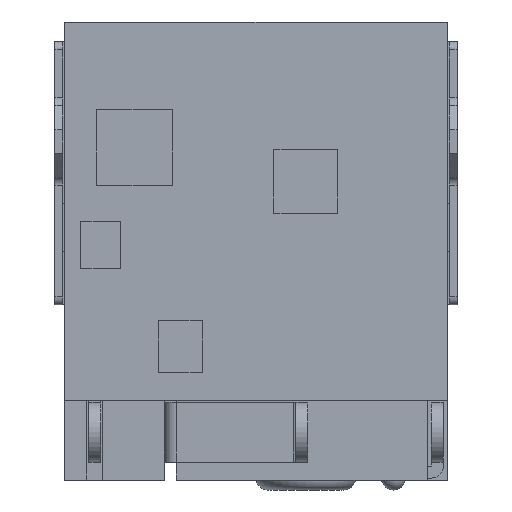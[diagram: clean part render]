
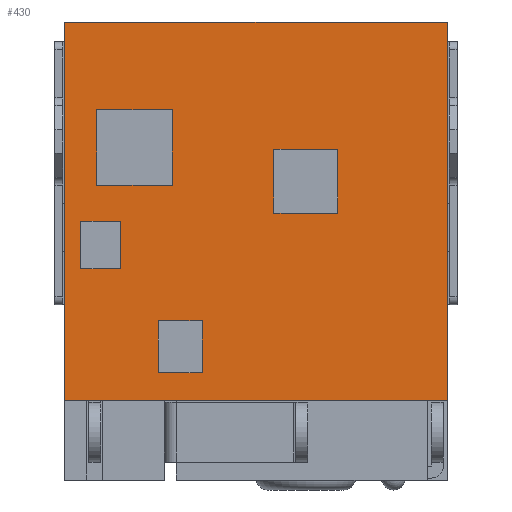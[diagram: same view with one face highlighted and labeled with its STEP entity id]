
A CAD part, front view. The second image highlights one B-rep face of the part: STEP entity #430.
In plain terms, the highlighted planar face has unit normal (0, -1, 0).
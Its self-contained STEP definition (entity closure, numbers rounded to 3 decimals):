
#430=ADVANCED_FACE('NONE',(#921,#922,#923,#924,#925),#926,.T.);
#921=FACE_OUTER_BOUND('',#1500,.T.);
#922=FACE_BOUND('',#1501,.T.);
#923=FACE_BOUND('',#1502,.T.);
#924=FACE_BOUND('',#1503,.T.);
#925=FACE_BOUND('',#1504,.T.);
#926=PLANE('',#1505);
#1500=EDGE_LOOP('',(#2642,#2643,#2644,#2645));
#1501=EDGE_LOOP('',(#2646,#2647,#2648,#2649));
#1502=EDGE_LOOP('',(#2650,#2651,#2652,#2653));
#1503=EDGE_LOOP('',(#2654,#2655,#2656,#2657));
#1504=EDGE_LOOP('',(#2658,#2659,#2660,#2661));
#1505=AXIS2_PLACEMENT_3D('',#2662,#2663,#2664);
#2642=ORIENTED_EDGE('',*,*,#3748,.F.);
#2643=ORIENTED_EDGE('',*,*,#3755,.T.);
#2644=ORIENTED_EDGE('',*,*,#3809,.F.);
#2645=ORIENTED_EDGE('',*,*,#3766,.F.);
#2646=ORIENTED_EDGE('',*,*,#3810,.F.);
#2647=ORIENTED_EDGE('',*,*,#3811,.F.);
#2648=ORIENTED_EDGE('',*,*,#3812,.F.);
#2649=ORIENTED_EDGE('',*,*,#3813,.F.);
#2650=ORIENTED_EDGE('',*,*,#3814,.F.);
#2651=ORIENTED_EDGE('',*,*,#3815,.F.);
#2652=ORIENTED_EDGE('',*,*,#3816,.F.);
#2653=ORIENTED_EDGE('',*,*,#3817,.F.);
#2654=ORIENTED_EDGE('',*,*,#3818,.F.);
#2655=ORIENTED_EDGE('',*,*,#3819,.F.);
#2656=ORIENTED_EDGE('',*,*,#3820,.F.);
#2657=ORIENTED_EDGE('',*,*,#3821,.F.);
#2658=ORIENTED_EDGE('',*,*,#3822,.F.);
#2659=ORIENTED_EDGE('',*,*,#3823,.F.);
#2660=ORIENTED_EDGE('',*,*,#3824,.F.);
#2661=ORIENTED_EDGE('',*,*,#3825,.F.);
#2662=CARTESIAN_POINT('',(-4.8,0.0,-11.5));
#2663=DIRECTION('',(0.0,-1.0,0.0));
#2664=DIRECTION('',(0.0,0.0,-1.0));
#3748=EDGE_CURVE('NONE',#4568,#4570,#4571,.T.);
#3755=EDGE_CURVE('NONE',#4568,#4580,#4582,.T.);
#3766=EDGE_CURVE('NONE',#4570,#4602,#4603,.T.);
#3809=EDGE_CURVE('NONE',#4602,#4580,#4673,.T.);
#3810=EDGE_CURVE('NONE',#4674,#4675,#4676,.T.);
#3811=EDGE_CURVE('NONE',#4677,#4674,#4678,.T.);
#3812=EDGE_CURVE('NONE',#4679,#4677,#4680,.T.);
#3813=EDGE_CURVE('NONE',#4675,#4679,#4681,.T.);
#3814=EDGE_CURVE('NONE',#4682,#4683,#4684,.T.);
#3815=EDGE_CURVE('NONE',#4685,#4682,#4686,.T.);
#3816=EDGE_CURVE('NONE',#4687,#4685,#4688,.T.);
#3817=EDGE_CURVE('NONE',#4683,#4687,#4689,.T.);
#3818=EDGE_CURVE('NONE',#4690,#4691,#4692,.T.);
#3819=EDGE_CURVE('NONE',#4693,#4690,#4694,.T.);
#3820=EDGE_CURVE('NONE',#4695,#4693,#4696,.T.);
#3821=EDGE_CURVE('NONE',#4691,#4695,#4697,.T.);
#3822=EDGE_CURVE('NONE',#4698,#4699,#4700,.T.);
#3823=EDGE_CURVE('NONE',#4701,#4698,#4702,.T.);
#3824=EDGE_CURVE('NONE',#4703,#4701,#4704,.T.);
#3825=EDGE_CURVE('NONE',#4699,#4703,#4705,.T.);
#4568=VERTEX_POINT('NONE',#5712);
#4570=VERTEX_POINT('NONE',#5715);
#4571=LINE('',#5716,#5717);
#4580=VERTEX_POINT('NONE',#5730);
#4582=LINE('',#5733,#5734);
#4602=VERTEX_POINT('NONE',#5763);
#4603=LINE('',#5764,#5765);
#4673=LINE('',#5869,#5870);
#4674=VERTEX_POINT('NONE',#5871);
#4675=VERTEX_POINT('NONE',#5872);
#4676=LINE('',#5873,#5874);
#4677=VERTEX_POINT('NONE',#5875);
#4678=LINE('',#5876,#5877);
#4679=VERTEX_POINT('NONE',#5878);
#4680=LINE('',#5879,#5880);
#4681=LINE('',#5881,#5882);
#4682=VERTEX_POINT('NONE',#5883);
#4683=VERTEX_POINT('NONE',#5884);
#4684=LINE('',#5885,#5886);
#4685=VERTEX_POINT('NONE',#5887);
#4686=LINE('',#5888,#5889);
#4687=VERTEX_POINT('NONE',#5890);
#4688=LINE('',#5891,#5892);
#4689=LINE('',#5893,#5894);
#4690=VERTEX_POINT('NONE',#5895);
#4691=VERTEX_POINT('NONE',#5896);
#4692=LINE('',#5897,#5898);
#4693=VERTEX_POINT('NONE',#5899);
#4694=LINE('',#5900,#5901);
#4695=VERTEX_POINT('NONE',#5902);
#4696=LINE('',#5903,#5904);
#4697=LINE('',#5905,#5906);
#4698=VERTEX_POINT('NONE',#5907);
#4699=VERTEX_POINT('NONE',#5908);
#4700=LINE('',#5909,#5910);
#4701=VERTEX_POINT('NONE',#5911);
#4702=LINE('',#5912,#5913);
#4703=VERTEX_POINT('NONE',#5914);
#4704=LINE('',#5915,#5916);
#4705=LINE('',#5917,#5918);
#5712=CARTESIAN_POINT('',(4.8,0.0,-9.5));
#5715=CARTESIAN_POINT('',(-4.8,-0.0,-9.5));
#5716=CARTESIAN_POINT('',(-4.8,-0.0,-9.5));
#5717=VECTOR('',#6777,1000.0);
#5730=CARTESIAN_POINT('',(4.8,0.0,0.0));
#5733=CARTESIAN_POINT('',(4.8,0.0,-11.5));
#5734=VECTOR('',#6783,1000.0);
#5763=CARTESIAN_POINT('',(-4.8,0.0,0.0));
#5764=CARTESIAN_POINT('',(-4.8,0.0,-11.5));
#5765=VECTOR('',#6793,1000.0);
#5869=CARTESIAN_POINT('',(-4.8,0.0,0.0));
#5870=VECTOR('',#6828,1000.0);
#5871=CARTESIAN_POINT('',(-2.1,-0.0,-4.1));
#5872=CARTESIAN_POINT('',(-2.1,0.0,-2.2));
#5873=CARTESIAN_POINT('',(-2.1,-0.0,-2.2));
#5874=VECTOR('',#6829,1000.0);
#5875=CARTESIAN_POINT('',(-4.0,-0.0,-4.1));
#5876=CARTESIAN_POINT('',(-2.1,-0.0,-4.1));
#5877=VECTOR('',#6830,1000.0);
#5878=CARTESIAN_POINT('',(-4.0,-0.0,-2.2));
#5879=CARTESIAN_POINT('',(-4.0,0.0,-2.2));
#5880=VECTOR('',#6831,1000.0);
#5881=CARTESIAN_POINT('',(-2.1,0.0,-2.2));
#5882=VECTOR('',#6832,1000.0);
#5883=CARTESIAN_POINT('',(-3.4,-0.0,-6.2));
#5884=CARTESIAN_POINT('',(-3.4,0.0,-5.0));
#5885=CARTESIAN_POINT('',(-3.4,-0.0,-5.0));
#5886=VECTOR('',#6833,1000.0);
#5887=CARTESIAN_POINT('',(-4.4,-0.0,-6.2));
#5888=CARTESIAN_POINT('',(-3.4,-0.0,-6.2));
#5889=VECTOR('',#6834,1000.0);
#5890=CARTESIAN_POINT('',(-4.4,-0.0,-5.0));
#5891=CARTESIAN_POINT('',(-4.4,0.0,-5.0));
#5892=VECTOR('',#6835,1000.0);
#5893=CARTESIAN_POINT('',(-3.4,0.0,-5.0));
#5894=VECTOR('',#6836,1000.0);
#5895=CARTESIAN_POINT('',(-2.45,-0.0,-7.5));
#5896=CARTESIAN_POINT('',(-2.45,0.0,-8.8));
#5897=CARTESIAN_POINT('',(-2.45,0.0,-7.5));
#5898=VECTOR('',#6837,1000.0);
#5899=CARTESIAN_POINT('',(-1.35,-0.0,-7.5));
#5900=CARTESIAN_POINT('',(-2.45,-0.0,-7.5));
#5901=VECTOR('',#6838,1000.0);
#5902=CARTESIAN_POINT('',(-1.35,-0.0,-8.8));
#5903=CARTESIAN_POINT('',(-1.35,-0.0,-7.5));
#5904=VECTOR('',#6839,1000.0);
#5905=CARTESIAN_POINT('',(-2.45,0.0,-8.8));
#5906=VECTOR('',#6840,1000.0);
#5907=CARTESIAN_POINT('',(0.45,0.0,-4.8));
#5908=CARTESIAN_POINT('',(2.05,0.0,-4.8));
#5909=CARTESIAN_POINT('',(0.45,0.0,-4.8));
#5910=VECTOR('',#6841,1000.0);
#5911=CARTESIAN_POINT('',(0.45,0.0,-3.2));
#5912=CARTESIAN_POINT('',(0.45,0.0,-3.2));
#5913=VECTOR('',#6842,1000.0);
#5914=CARTESIAN_POINT('',(2.05,0.0,-3.2));
#5915=CARTESIAN_POINT('',(0.45,0.0,-3.2));
#5916=VECTOR('',#6843,1000.0);
#5917=CARTESIAN_POINT('',(2.05,0.0,-3.2));
#5918=VECTOR('',#6844,1000.0);
#6777=DIRECTION('',(-1.0,-0.0,-0.0));
#6783=DIRECTION('',(0.0,0.0,1.0));
#6793=DIRECTION('',(0.0,0.0,1.0));
#6828=DIRECTION('',(1.0,0.0,0.0));
#6829=DIRECTION('',(0.,-0.0,1.0));
#6830=DIRECTION('',(1.0,-0.0,0.));
#6831=DIRECTION('',(0.0,0.0,-1.0));
#6832=DIRECTION('',(-1.0,0.0,0.));
#6833=DIRECTION('',(-0.0,-0.0,1.0));
#6834=DIRECTION('',(1.0,-0.0,0.));
#6835=DIRECTION('',(0.,0.0,-1.0));
#6836=DIRECTION('',(-1.0,0.0,0.));
#6837=DIRECTION('',(0.0,0.0,-1.0));
#6838=DIRECTION('',(-1.0,-0.0,0.));
#6839=DIRECTION('',(0.,-0.0,1.0));
#6840=DIRECTION('',(1.0,0.0,0.0));
#6841=DIRECTION('',(1.0,0.0,0.));
#6842=DIRECTION('',(0.,0.0,-1.0));
#6843=DIRECTION('',(-1.0,-0.0,-0.0));
#6844=DIRECTION('',(0.,-0.0,1.0));
